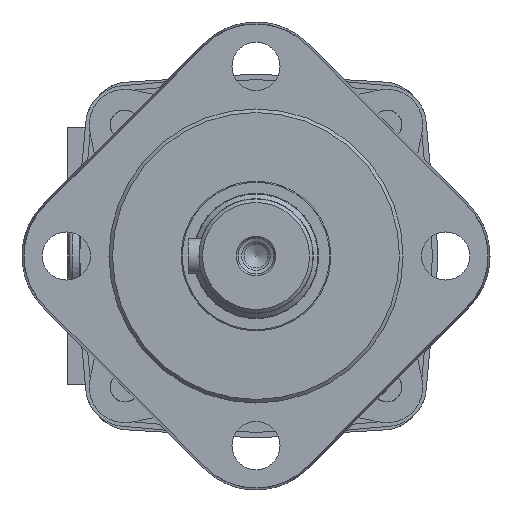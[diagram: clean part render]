
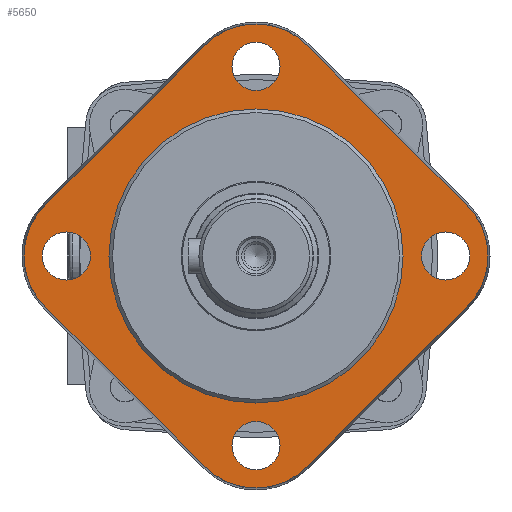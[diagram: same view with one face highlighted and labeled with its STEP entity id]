
A CAD part, left-side view. The second image highlights one B-rep face of the part: STEP entity #5650.
In plain terms, the highlighted planar face has unit normal (-1, 0, 0).
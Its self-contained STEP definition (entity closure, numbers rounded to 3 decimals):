
#286=PLANE('',#6323);
#607=LINE('',#9877,#951);
#608=LINE('',#9884,#952);
#610=LINE('',#9893,#954);
#612=LINE('',#9897,#956);
#614=LINE('',#9906,#958);
#616=LINE('',#9920,#960);
#618=LINE('',#9930,#962);
#621=LINE('',#9952,#965);
#622=LINE('',#9955,#966);
#623=LINE('',#9957,#967);
#624=LINE('',#9959,#968);
#625=LINE('',#9961,#969);
#951=VECTOR('',#7786,1000.);
#952=VECTOR('',#7789,1000.);
#954=VECTOR('',#7793,1000.);
#956=VECTOR('',#7797,1000.);
#958=VECTOR('',#7801,1000.);
#960=VECTOR('',#7805,1000.);
#962=VECTOR('',#7809,1000.);
#965=VECTOR('',#7814,1000.);
#966=VECTOR('',#7819,1000.);
#967=VECTOR('',#7822,1000.);
#968=VECTOR('',#7825,1000.);
#969=VECTOR('',#7828,1000.);
#2356=ORIENTED_EDGE('',*,*,#3322,.F.);
#2357=ORIENTED_EDGE('',*,*,#3321,.T.);
#2358=ORIENTED_EDGE('',*,*,#3323,.F.);
#2359=ORIENTED_EDGE('',*,*,#3300,.F.);
#2360=ORIENTED_EDGE('',*,*,#3324,.F.);
#2361=ORIENTED_EDGE('',*,*,#3298,.T.);
#2362=ORIENTED_EDGE('',*,*,#3325,.F.);
#2363=ORIENTED_EDGE('',*,*,#3303,.F.);
#2364=ORIENTED_EDGE('',*,*,#3326,.F.);
#2365=ORIENTED_EDGE('',*,*,#3305,.F.);
#2366=ORIENTED_EDGE('',*,*,#3327,.T.);
#2367=ORIENTED_EDGE('',*,*,#3312,.T.);
#2368=ORIENTED_EDGE('',*,*,#3328,.F.);
#2369=ORIENTED_EDGE('',*,*,#3308,.F.);
#2370=ORIENTED_EDGE('',*,*,#3329,.T.);
#2371=ORIENTED_EDGE('',*,*,#3315,.T.);
#2372=ORIENTED_EDGE('',*,*,#3330,.F.);
#2373=ORIENTED_EDGE('',*,*,#3331,.F.);
#2374=ORIENTED_EDGE('',*,*,#3332,.T.);
#2375=ORIENTED_EDGE('',*,*,#3333,.T.);
#2376=ORIENTED_EDGE('',*,*,#3334,.T.);
#3298=EDGE_CURVE('',#3906,#3907,#607,.T.);
#3300=EDGE_CURVE('',#3908,#3909,#608,.T.);
#3303=EDGE_CURVE('',#3910,#3911,#610,.T.);
#3305=EDGE_CURVE('',#3912,#3913,#612,.T.);
#3308=EDGE_CURVE('',#3914,#3915,#614,.T.);
#3312=EDGE_CURVE('',#3917,#3916,#616,.T.);
#3315=EDGE_CURVE('',#3920,#3918,#618,.T.);
#3321=EDGE_CURVE('',#3922,#3923,#621,.T.);
#3322=EDGE_CURVE('',#3922,#3918,#4225,.T.);
#3323=EDGE_CURVE('',#3909,#3923,#622,.T.);
#3324=EDGE_CURVE('',#3906,#3908,#4226,.T.);
#3325=EDGE_CURVE('',#3911,#3907,#623,.T.);
#3326=EDGE_CURVE('',#3913,#3910,#4227,.T.);
#3327=EDGE_CURVE('',#3912,#3917,#624,.T.);
#3328=EDGE_CURVE('',#3915,#3916,#4228,.T.);
#3329=EDGE_CURVE('',#3914,#3920,#625,.T.);
#3330=EDGE_CURVE('',#3924,#3924,#4229,.F.);
#3331=EDGE_CURVE('',#3925,#3925,#4230,.F.);
#3332=EDGE_CURVE('',#3926,#3926,#4231,.T.);
#3333=EDGE_CURVE('',#3927,#3927,#4232,.T.);
#3334=EDGE_CURVE('',#3928,#3928,#4233,.T.);
#3906=VERTEX_POINT('',#9874);
#3907=VERTEX_POINT('',#9876);
#3908=VERTEX_POINT('',#9883);
#3909=VERTEX_POINT('',#9885);
#3910=VERTEX_POINT('',#9892);
#3911=VERTEX_POINT('',#9894);
#3912=VERTEX_POINT('',#9898);
#3913=VERTEX_POINT('',#9899);
#3914=VERTEX_POINT('',#9907);
#3915=VERTEX_POINT('',#9908);
#3916=VERTEX_POINT('',#9919);
#3917=VERTEX_POINT('',#9921);
#3918=VERTEX_POINT('',#9928);
#3920=VERTEX_POINT('',#9931);
#3922=VERTEX_POINT('',#9944);
#3923=VERTEX_POINT('',#9951);
#3924=VERTEX_POINT('',#9963);
#3925=VERTEX_POINT('',#9965);
#3926=VERTEX_POINT('',#9967);
#3927=VERTEX_POINT('',#9969);
#3928=VERTEX_POINT('',#9971);
#4225=CIRCLE('',#6324,20.11);
#4226=CIRCLE('',#6325,20.11);
#4227=CIRCLE('',#6326,20.11);
#4228=CIRCLE('',#6327,20.11);
#4229=CIRCLE('',#6328,6.75);
#4230=CIRCLE('',#6329,41.25);
#4231=CIRCLE('',#6330,6.75);
#4232=CIRCLE('',#6331,6.75);
#4233=CIRCLE('',#6332,6.75);
#4653=EDGE_LOOP('',(#2356,#2357,#2358,#2359,#2360,#2361,#2362,#2363,#2364,
#2365,#2366,#2367,#2368,#2369,#2370,#2371));
#4654=EDGE_LOOP('',(#2372));
#4655=EDGE_LOOP('',(#2373));
#4656=EDGE_LOOP('',(#2374));
#4657=EDGE_LOOP('',(#2375));
#4658=EDGE_LOOP('',(#2376));
#5139=FACE_BOUND('',#4653,.T.);
#5140=FACE_BOUND('',#4654,.T.);
#5141=FACE_BOUND('',#4655,.T.);
#5142=FACE_BOUND('',#4656,.T.);
#5143=FACE_BOUND('',#4657,.T.);
#5144=FACE_BOUND('',#4658,.T.);
#5650=ADVANCED_FACE('',(#5139,#5140,#5141,#5142,#5143,#5144),#286,.F.);
#6323=AXIS2_PLACEMENT_3D('',#9953,#7815,#7816);
#6324=AXIS2_PLACEMENT_3D('',#9954,#7817,#7818);
#6325=AXIS2_PLACEMENT_3D('',#9956,#7820,#7821);
#6326=AXIS2_PLACEMENT_3D('',#9958,#7823,#7824);
#6327=AXIS2_PLACEMENT_3D('',#9960,#7826,#7827);
#6328=AXIS2_PLACEMENT_3D('',#9962,#7829,#7830);
#6329=AXIS2_PLACEMENT_3D('',#9964,#7831,#7832);
#6330=AXIS2_PLACEMENT_3D('',#9966,#7833,#7834);
#6331=AXIS2_PLACEMENT_3D('',#9968,#7835,#7836);
#6332=AXIS2_PLACEMENT_3D('',#9970,#7837,#7838);
#7786=DIRECTION('',(0.,-0.707,-0.707));
#7789=DIRECTION('',(0.,0.707,-0.707));
#7793=DIRECTION('',(0.,-0.707,-0.707));
#7797=DIRECTION('',(0.,0.707,-0.707));
#7801=DIRECTION('',(0.,-0.707,-0.707));
#7805=DIRECTION('',(0.,0.707,-0.707));
#7809=DIRECTION('',(0.,-0.707,-0.707));
#7814=DIRECTION('',(0.,0.707,-0.707));
#7815=DIRECTION('',(1.,0.,0.));
#7816=DIRECTION('',(0.,0.,-1.));
#7817=DIRECTION('',(1.,0.,0.));
#7818=DIRECTION('',(0.,0.,-1.));
#7819=DIRECTION('',(0.,0.707,0.707));
#7820=DIRECTION('',(1.,0.,0.));
#7821=DIRECTION('',(0.,0.,-1.));
#7822=DIRECTION('',(0.,0.707,-0.707));
#7823=DIRECTION('',(1.,0.,0.));
#7824=DIRECTION('',(0.,0.,-1.));
#7825=DIRECTION('',(0.,0.707,0.707));
#7826=DIRECTION('',(1.,0.,0.));
#7827=DIRECTION('',(0.,0.,-1.));
#7828=DIRECTION('',(0.,0.707,-0.707));
#7829=DIRECTION('',(1.,0.,0.));
#7830=DIRECTION('',(0.,0.,-1.));
#7831=DIRECTION('',(1.,0.,0.));
#7832=DIRECTION('',(0.,0.,-1.));
#7833=DIRECTION('',(1.,0.,0.));
#7834=DIRECTION('',(0.,0.,-1.));
#7835=DIRECTION('',(1.,0.,0.));
#7836=DIRECTION('',(0.,0.,-1.));
#7837=DIRECTION('',(1.,0.,0.));
#7838=DIRECTION('',(0.,0.,-1.));
#9874=CARTESIAN_POINT('',(0.,-14.22,-59.22));
#9876=CARTESIAN_POINT('',(0.,-14.22,-59.22));
#9877=CARTESIAN_POINT('',(0.,59.22,14.22));
#9883=CARTESIAN_POINT('',(0.,14.22,-59.22));
#9884=CARTESIAN_POINT('',(0.,-59.22,14.22));
#9885=CARTESIAN_POINT('',(0.,14.22,-59.22));
#9892=CARTESIAN_POINT('',(0.,-59.22,-14.22));
#9893=CARTESIAN_POINT('',(0.,14.22,59.22));
#9894=CARTESIAN_POINT('',(0.,-59.22,-14.22));
#9897=CARTESIAN_POINT('',(0.,-59.22,14.22));
#9898=CARTESIAN_POINT('',(0.,-59.22,14.22));
#9899=CARTESIAN_POINT('',(0.,-59.22,14.22));
#9906=CARTESIAN_POINT('',(0.,14.22,59.22));
#9907=CARTESIAN_POINT('',(0.,14.22,59.22));
#9908=CARTESIAN_POINT('',(0.,14.22,59.22));
#9919=CARTESIAN_POINT('',(0.,-14.22,59.22));
#9920=CARTESIAN_POINT('',(0.,-14.22,59.22));
#9921=CARTESIAN_POINT('',(0.,-14.22,59.22));
#9928=CARTESIAN_POINT('',(0.,59.22,14.22));
#9930=CARTESIAN_POINT('',(0.,59.22,14.22));
#9931=CARTESIAN_POINT('',(0.,59.22,14.22));
#9944=CARTESIAN_POINT('',(0.,59.22,-14.22));
#9951=CARTESIAN_POINT('',(0.,59.22,-14.22));
#9952=CARTESIAN_POINT('',(0.,-14.22,59.22));
#9953=CARTESIAN_POINT('',(0.,14.22,59.22));
#9954=CARTESIAN_POINT('',(0.,45.,0.));
#9955=CARTESIAN_POINT('',(0.,14.22,-59.22));
#9956=CARTESIAN_POINT('',(0.,0.,-45.));
#9957=CARTESIAN_POINT('',(0.,-59.22,-14.22));
#9958=CARTESIAN_POINT('',(0.,-45.,0.));
#9959=CARTESIAN_POINT('',(0.,-59.22,14.22));
#9960=CARTESIAN_POINT('',(0.,0.,45.));
#9961=CARTESIAN_POINT('',(0.,14.22,59.22));
#9962=CARTESIAN_POINT('',(0.,53.2,0.));
#9963=CARTESIAN_POINT('',(0.,53.2,-6.75));
#9964=CARTESIAN_POINT('',(0.,0.,0.));
#9965=CARTESIAN_POINT('',(0.,0.,-41.25));
#9966=CARTESIAN_POINT('',(0.,0.,53.2));
#9967=CARTESIAN_POINT('',(0.,0.,46.45));
#9968=CARTESIAN_POINT('',(0.,-53.2,0.));
#9969=CARTESIAN_POINT('',(0.,-53.2,-6.75));
#9970=CARTESIAN_POINT('',(0.,0.,-53.2));
#9971=CARTESIAN_POINT('',(0.,0.,-59.95));
